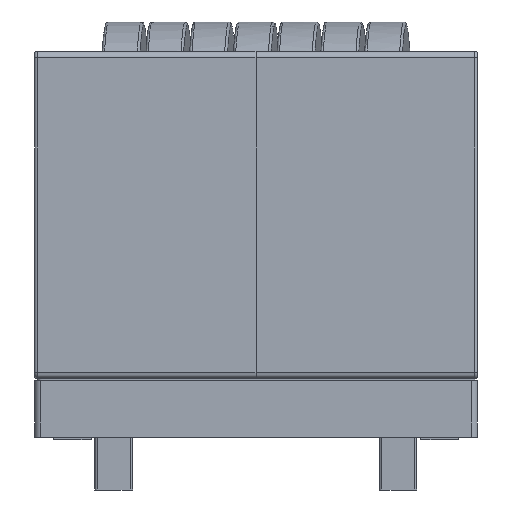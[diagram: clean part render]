
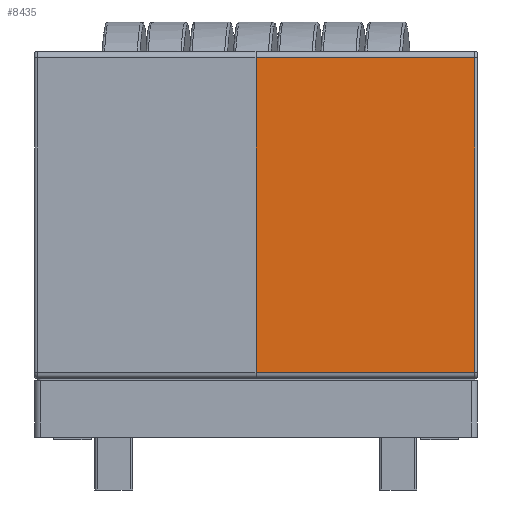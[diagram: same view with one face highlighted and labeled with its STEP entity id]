
A CAD part, left-side view. The second image highlights one B-rep face of the part: STEP entity #8435.
In plain terms, the highlighted planar face has unit normal (-1, 0, 0).
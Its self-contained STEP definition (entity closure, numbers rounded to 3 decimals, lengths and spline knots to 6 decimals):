
#992=PLANE('',#11179);
#1546=LINE('',#27860,#2257);
#1558=LINE('',#27912,#2269);
#1561=LINE('',#27922,#2272);
#1565=LINE('',#27944,#2276);
#2257=VECTOR('',#12378,1.);
#2269=VECTOR('',#12440,1.);
#2272=VECTOR('',#12451,1.);
#2276=VECTOR('',#12483,1.);
#3860=ORIENTED_EDGE('',*,*,#5607,.F.);
#3861=ORIENTED_EDGE('',*,*,#5580,.T.);
#3862=ORIENTED_EDGE('',*,*,#5612,.T.);
#3863=ORIENTED_EDGE('',*,*,#5623,.F.);
#5580=EDGE_CURVE('',#6519,#6522,#1546,.T.);
#5607=EDGE_CURVE('',#6519,#6538,#1558,.T.);
#5612=EDGE_CURVE('',#6522,#6541,#1561,.T.);
#5623=EDGE_CURVE('',#6538,#6541,#1565,.T.);
#6519=VERTEX_POINT('',#27854);
#6522=VERTEX_POINT('',#27859);
#6538=VERTEX_POINT('',#27913);
#6541=VERTEX_POINT('',#27923);
#7314=EDGE_LOOP('',(#3860,#3861,#3862,#3863));
#7847=FACE_BOUND('',#7314,.T.);
#8435=ADVANCED_FACE('',(#7847),#992,.T.);
#11179=AXIS2_PLACEMENT_3D('',#27943,#12481,#12482);
#12378=DIRECTION('',(0.,0.,1.));
#12440=DIRECTION('',(0.,1.,0.));
#12451=DIRECTION('',(0.,1.,0.));
#12481=DIRECTION('',(-1.,0.,0.));
#12482=DIRECTION('',(0.,0.,-1.));
#12483=DIRECTION('',(0.,0.,1.));
#27854=CARTESIAN_POINT('',(-0.018,-0.0174,0.0029));
#27859=CARTESIAN_POINT('',(-0.018,-0.0174,0.0279));
#27860=CARTESIAN_POINT('',(-0.018,-0.0174,0.0279));
#27912=CARTESIAN_POINT('',(-0.018,-0.0176,0.0029));
#27913=CARTESIAN_POINT('',(-0.018,0.,0.0029));
#27922=CARTESIAN_POINT('',(-0.018,-0.0176,0.0279));
#27923=CARTESIAN_POINT('',(-0.018,0.,0.0279));
#27943=CARTESIAN_POINT('',(-0.018,-0.0176,0.0024));
#27944=CARTESIAN_POINT('',(-0.018,0.,0.0024));
